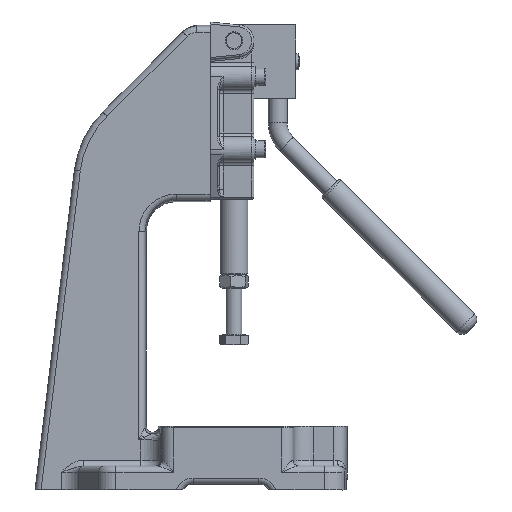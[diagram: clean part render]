
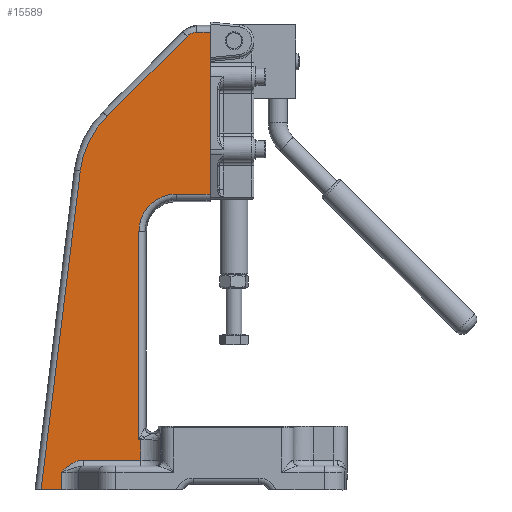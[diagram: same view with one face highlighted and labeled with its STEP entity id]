
A CAD part, left-side view. The second image highlights one B-rep face of the part: STEP entity #15589.
In plain terms, the highlighted planar face has unit normal (-1, 0, 0).
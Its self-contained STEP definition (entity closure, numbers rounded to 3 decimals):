
#1152=CIRCLE('',#17050,47.);
#1153=CIRCLE('',#17051,18.77);
#1754=ELLIPSE('',#17049,7.009,7.);
#2977=FACE_OUTER_BOUND('',#3912,.T.);
#3912=EDGE_LOOP('',(#11726,#11727,#11728,#11729,#11730,#11731,#11732,#11733,
#11734,#11735,#11736,#11737,#11738,#11739,#11740));
#4759=B_SPLINE_CURVE_WITH_KNOTS('',3,(#28253,#28254,#28255,#28256,#28257,
#28258,#28259,#28260,#28261,#28262,#28263,#28264),.UNSPECIFIED.,.F.,.F.,
(4,1,1,1,1,1,1,2,4),(-1.276,-1.021,-0.765,
-0.51,-0.383,-0.255,-0.128,
0.,0.001),.UNSPECIFIED.);
#4995=LINE('',#23041,#5886);
#5033=LINE('',#23433,#5924);
#5069=LINE('',#23991,#5960);
#5238=LINE('',#28191,#6129);
#5239=LINE('',#28279,#6130);
#5240=LINE('',#28283,#6131);
#5241=LINE('',#28286,#6132);
#5242=LINE('',#28287,#6133);
#5243=LINE('',#28289,#6134);
#5244=LINE('',#28291,#6135);
#5245=LINE('',#28293,#6136);
#5886=VECTOR('',#18363,10.);
#5924=VECTOR('',#18617,10.);
#5960=VECTOR('',#18723,10.);
#6129=VECTOR('',#19652,10.);
#6130=VECTOR('',#19655,10.);
#6131=VECTOR('',#19658,10.);
#6132=VECTOR('',#19661,10.);
#6133=VECTOR('',#19662,10.);
#6134=VECTOR('',#19663,10.);
#6135=VECTOR('',#19664,10.);
#6136=VECTOR('',#19665,10.);
#6785=VERTEX_POINT('',#23038);
#6786=VERTEX_POINT('',#23040);
#6880=VERTEX_POINT('',#23430);
#6881=VERTEX_POINT('',#23432);
#6956=VERTEX_POINT('',#23990);
#7235=VERTEX_POINT('',#28181);
#7237=VERTEX_POINT('',#28187);
#7239=VERTEX_POINT('',#28252);
#7240=VERTEX_POINT('',#28278);
#7241=VERTEX_POINT('',#28280);
#7242=VERTEX_POINT('',#28282);
#7243=VERTEX_POINT('',#28284);
#7244=VERTEX_POINT('',#28288);
#7245=VERTEX_POINT('',#28290);
#7246=VERTEX_POINT('',#28292);
#8227=EDGE_CURVE('',#6786,#6785,#4995,.T.);
#8346=EDGE_CURVE('',#6881,#6880,#5033,.T.);
#8425=EDGE_CURVE('',#6786,#6956,#5069,.T.);
#8924=EDGE_CURVE('',#7235,#7237,#5238,.T.);
#8925=EDGE_CURVE('',#7237,#7239,#4759,.T.);
#8927=EDGE_CURVE('',#7240,#6785,#5239,.T.);
#8928=EDGE_CURVE('',#7241,#7240,#1754,.T.);
#8929=EDGE_CURVE('',#7242,#7241,#5240,.T.);
#8930=EDGE_CURVE('',#7243,#7242,#1152,.T.);
#8931=EDGE_CURVE('',#6881,#7243,#5241,.T.);
#8932=EDGE_CURVE('',#7239,#6880,#5242,.T.);
#8933=EDGE_CURVE('',#7244,#7235,#5243,.T.);
#8934=EDGE_CURVE('',#7245,#7244,#5244,.T.);
#8935=EDGE_CURVE('',#7245,#7246,#5245,.T.);
#8936=EDGE_CURVE('',#6956,#7246,#1153,.T.);
#11726=ORIENTED_EDGE('',*,*,#8227,.T.);
#11727=ORIENTED_EDGE('',*,*,#8927,.F.);
#11728=ORIENTED_EDGE('',*,*,#8928,.F.);
#11729=ORIENTED_EDGE('',*,*,#8929,.F.);
#11730=ORIENTED_EDGE('',*,*,#8930,.F.);
#11731=ORIENTED_EDGE('',*,*,#8931,.F.);
#11732=ORIENTED_EDGE('',*,*,#8346,.T.);
#11733=ORIENTED_EDGE('',*,*,#8932,.F.);
#11734=ORIENTED_EDGE('',*,*,#8925,.F.);
#11735=ORIENTED_EDGE('',*,*,#8924,.F.);
#11736=ORIENTED_EDGE('',*,*,#8933,.F.);
#11737=ORIENTED_EDGE('',*,*,#8934,.F.);
#11738=ORIENTED_EDGE('',*,*,#8935,.T.);
#11739=ORIENTED_EDGE('',*,*,#8936,.F.);
#11740=ORIENTED_EDGE('',*,*,#8425,.F.);
#15114=PLANE('',#17048);
#15589=ADVANCED_FACE('',(#2977),#15114,.F.);
#17048=AXIS2_PLACEMENT_3D('',#28277,#19653,#19654);
#17049=AXIS2_PLACEMENT_3D('',#28281,#19656,#19657);
#17050=AXIS2_PLACEMENT_3D('',#28285,#19659,#19660);
#17051=AXIS2_PLACEMENT_3D('',#28294,#19666,#19667);
#18363=DIRECTION('',(0.,0.,1.));
#18617=DIRECTION('',(0.,-1.,0.));
#18723=DIRECTION('',(0.,1.,0.));
#19652=DIRECTION('',(0.,1.,0.));
#19653=DIRECTION('center_axis',(1.,0.,0.));
#19654=DIRECTION('ref_axis',(0.,1.,0.));
#19655=DIRECTION('',(0.,-1.,0.));
#19656=DIRECTION('center_axis',(1.,0.,0.));
#19657=DIRECTION('ref_axis',(0.,-0.707,0.707));
#19658=DIRECTION('',(0.,-0.707,0.707));
#19659=DIRECTION('center_axis',(1.,0.,0.));
#19660=DIRECTION('ref_axis',(0.,0.899,0.438));
#19661=DIRECTION('',(0.,-0.122,0.993));
#19662=DIRECTION('',(0.,0.,-1.));
#19663=DIRECTION('',(0.,0.,-1.));
#19664=DIRECTION('',(0.,-1.,0.));
#19665=DIRECTION('',(0.,0.,1.));
#19666=DIRECTION('center_axis',(-1.,0.,0.));
#19667=DIRECTION('ref_axis',(0.,0.707,0.707));
#23038=CARTESIAN_POINT('',(-25.,12.,230.23));
#23040=CARTESIAN_POINT('',(-25.,12.,148.77));
#23041=CARTESIAN_POINT('',(-25.,12.,69.5));
#23430=CARTESIAN_POINT('',(-25.,86.774,0.));
#23432=CARTESIAN_POINT('',(-25.,96.977,0.));
#23433=CARTESIAN_POINT('',(-25.,96.,0.));
#23990=CARTESIAN_POINT('',(-25.,29.,148.77));
#23991=CARTESIAN_POINT('',(-25.,55.,148.77));
#28181=CARTESIAN_POINT('',(-25.,46.784,15.));
#28187=CARTESIAN_POINT('',(-25.,75.819,15.));
#28191=CARTESIAN_POINT('',(-25.,70.25,15.));
#28252=CARTESIAN_POINT('',(-25.,86.774,9.));
#28253=CARTESIAN_POINT('Ctrl Pts',(-25.,75.819,15.));
#28254=CARTESIAN_POINT('Ctrl Pts',(-25.,76.669,15.));
#28255=CARTESIAN_POINT('Ctrl Pts',(-25.,78.381,14.738));
#28256=CARTESIAN_POINT('Ctrl Pts',(-25.,80.752,13.756));
#28257=CARTESIAN_POINT('Ctrl Pts',(-25.,82.559,12.597));
#28258=CARTESIAN_POINT('Ctrl Pts',(-25.,83.9,11.557));
#28259=CARTESIAN_POINT('Ctrl Pts',(-25.,84.876,10.731));
#28260=CARTESIAN_POINT('Ctrl Pts',(-25.,85.826,9.877));
#28261=CARTESIAN_POINT('Ctrl Pts',(-25.,86.451,9.299));
#28262=CARTESIAN_POINT('Ctrl Pts',(-25.,86.766,9.007));
#28263=CARTESIAN_POINT('Ctrl Pts',(-25.,86.77,9.003));
#28264=CARTESIAN_POINT('Ctrl Pts',(-25.,86.774,9.));
#28277=CARTESIAN_POINT('Origin',(-25.,81.,-4.));
#28278=CARTESIAN_POINT('',(-25.,18.624,230.23));
#28279=CARTESIAN_POINT('',(-25.,44.5,230.23));
#28280=CARTESIAN_POINT('',(-25.,23.582,228.175));
#28281=CARTESIAN_POINT('Origin',(-25.,18.632,223.226));
#28282=CARTESIAN_POINT('',(-25.,63.869,187.888));
#28283=CARTESIAN_POINT('',(-25.,94.129,157.629));
#28284=CARTESIAN_POINT('',(-25.,77.285,160.382));
#28285=CARTESIAN_POINT('Origin',(-25.,30.635,154.654));
#28286=CARTESIAN_POINT('',(-25.,86.205,87.731));
#28287=CARTESIAN_POINT('',(-25.,86.774,-4.));
#28288=CARTESIAN_POINT('',(-25.,46.784,25.23));
#28289=CARTESIAN_POINT('',(-25.,46.784,16.));
#28290=CARTESIAN_POINT('',(-25.,47.77,25.23));
#28291=CARTESIAN_POINT('',(-25.,59.5,25.23));
#28292=CARTESIAN_POINT('',(-25.,47.77,130.));
#28293=CARTESIAN_POINT('',(-25.,47.77,16.));
#28294=CARTESIAN_POINT('Origin',(-25.,29.,130.));
